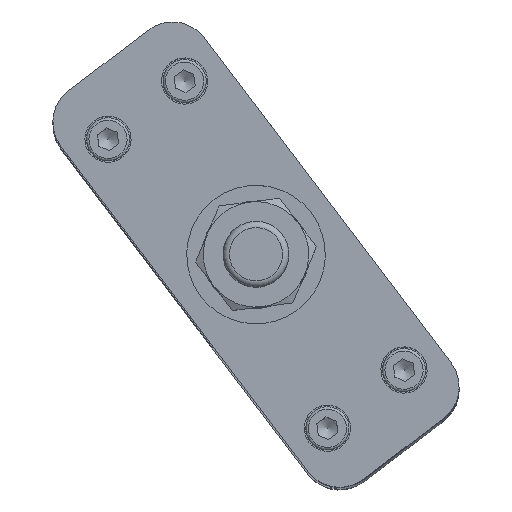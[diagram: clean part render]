
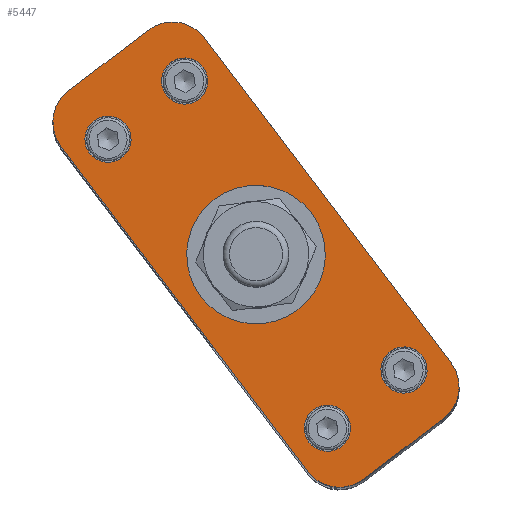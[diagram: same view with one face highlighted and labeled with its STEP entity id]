
A CAD part, top view. The second image highlights one B-rep face of the part: STEP entity #5447.
In plain terms, the highlighted face is planar.
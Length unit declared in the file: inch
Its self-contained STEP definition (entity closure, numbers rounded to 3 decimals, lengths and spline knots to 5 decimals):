
#357=FACE_BOUND('',#1181,.T.);
#358=FACE_BOUND('',#1182,.T.);
#359=FACE_BOUND('',#1183,.T.);
#360=FACE_BOUND('',#1184,.T.);
#361=FACE_BOUND('',#1185,.T.);
#566=PLANE('',#6087);
#775=FACE_OUTER_BOUND('',#1180,.T.);
#1180=EDGE_LOOP('',(#4137,#4138,#4139,#4140,#4141,#4142,#4143,#4144));
#1181=EDGE_LOOP('',(#4145));
#1182=EDGE_LOOP('',(#4146));
#1183=EDGE_LOOP('',(#4147));
#1184=EDGE_LOOP('',(#4148));
#1185=EDGE_LOOP('',(#4149));
#1744=LINE('',#8902,#2056);
#1747=LINE('',#8908,#2059);
#1748=LINE('',#8912,#2060);
#1749=LINE('',#8916,#2061);
#2056=VECTOR('',#7037,0.3937);
#2059=VECTOR('',#7042,0.3937);
#2060=VECTOR('',#7045,0.3937);
#2061=VECTOR('',#7048,0.3937);
#2342=CIRCLE('',#6060,0.3285);
#2352=CIRCLE('',#6084,0.188);
#2354=CIRCLE('',#6088,0.188);
#2355=CIRCLE('',#6089,0.188);
#2356=CIRCLE('',#6090,0.188);
#2357=CIRCLE('',#6091,0.1095);
#2358=CIRCLE('',#6092,0.1095);
#2359=CIRCLE('',#6093,0.1095);
#2360=CIRCLE('',#6094,0.1095);
#2705=VERTEX_POINT('',#8858);
#2715=VERTEX_POINT('',#8892);
#2716=VERTEX_POINT('',#8893);
#2719=VERTEX_POINT('',#8901);
#2721=VERTEX_POINT('',#8907);
#2722=VERTEX_POINT('',#8909);
#2723=VERTEX_POINT('',#8911);
#2724=VERTEX_POINT('',#8913);
#2725=VERTEX_POINT('',#8915);
#2726=VERTEX_POINT('',#8918);
#2727=VERTEX_POINT('',#8920);
#2728=VERTEX_POINT('',#8922);
#2729=VERTEX_POINT('',#8924);
#3264=EDGE_CURVE('',#2705,#2705,#2342,.T.);
#3274=EDGE_CURVE('',#2715,#2716,#2352,.T.);
#3278=EDGE_CURVE('',#2719,#2716,#1744,.T.);
#3281=EDGE_CURVE('',#2715,#2721,#1747,.T.);
#3282=EDGE_CURVE('',#2722,#2721,#2354,.T.);
#3283=EDGE_CURVE('',#2722,#2723,#1748,.T.);
#3284=EDGE_CURVE('',#2724,#2723,#2355,.T.);
#3285=EDGE_CURVE('',#2724,#2725,#1749,.T.);
#3286=EDGE_CURVE('',#2719,#2725,#2356,.T.);
#3287=EDGE_CURVE('',#2726,#2726,#2357,.T.);
#3288=EDGE_CURVE('',#2727,#2727,#2358,.T.);
#3289=EDGE_CURVE('',#2728,#2728,#2359,.T.);
#3290=EDGE_CURVE('',#2729,#2729,#2360,.T.);
#4137=ORIENTED_EDGE('',*,*,#3274,.F.);
#4138=ORIENTED_EDGE('',*,*,#3281,.T.);
#4139=ORIENTED_EDGE('',*,*,#3282,.F.);
#4140=ORIENTED_EDGE('',*,*,#3283,.T.);
#4141=ORIENTED_EDGE('',*,*,#3284,.F.);
#4142=ORIENTED_EDGE('',*,*,#3285,.T.);
#4143=ORIENTED_EDGE('',*,*,#3286,.F.);
#4144=ORIENTED_EDGE('',*,*,#3278,.T.);
#4145=ORIENTED_EDGE('',*,*,#3264,.T.);
#4146=ORIENTED_EDGE('',*,*,#3287,.T.);
#4147=ORIENTED_EDGE('',*,*,#3288,.T.);
#4148=ORIENTED_EDGE('',*,*,#3289,.T.);
#4149=ORIENTED_EDGE('',*,*,#3290,.T.);
#5447=ADVANCED_FACE('',(#775,#357,#358,#359,#360,#361),#566,.T.);
#6060=AXIS2_PLACEMENT_3D('',#8859,#6981,#6982);
#6084=AXIS2_PLACEMENT_3D('',#8894,#7029,#7030);
#6087=AXIS2_PLACEMENT_3D('',#8906,#7040,#7041);
#6088=AXIS2_PLACEMENT_3D('',#8910,#7043,#7044);
#6089=AXIS2_PLACEMENT_3D('',#8914,#7046,#7047);
#6090=AXIS2_PLACEMENT_3D('',#8917,#7049,#7050);
#6091=AXIS2_PLACEMENT_3D('',#8919,#7051,#7052);
#6092=AXIS2_PLACEMENT_3D('',#8921,#7053,#7054);
#6093=AXIS2_PLACEMENT_3D('',#8923,#7055,#7056);
#6094=AXIS2_PLACEMENT_3D('',#8925,#7057,#7058);
#6981=DIRECTION('center_axis',(0.,0.,1.));
#6982=DIRECTION('ref_axis',(1.,0.,0.));
#7029=DIRECTION('center_axis',(0.,0.,1.));
#7030=DIRECTION('ref_axis',(0.707,-0.707,0.));
#7037=DIRECTION('',(0.,-1.,0.));
#7040=DIRECTION('center_axis',(0.,0.,-1.));
#7041=DIRECTION('ref_axis',(-1.,0.,0.));
#7042=DIRECTION('',(-1.,0.,0.));
#7043=DIRECTION('center_axis',(0.,0.,1.));
#7044=DIRECTION('ref_axis',(-0.707,-0.707,0.));
#7045=DIRECTION('',(0.,1.,0.));
#7046=DIRECTION('center_axis',(0.,0.,1.));
#7047=DIRECTION('ref_axis',(-0.707,0.707,0.));
#7048=DIRECTION('',(1.,0.,0.));
#7049=DIRECTION('center_axis',(0.,0.,1.));
#7050=DIRECTION('ref_axis',(0.707,0.707,0.));
#7051=DIRECTION('center_axis',(0.,0.,1.));
#7052=DIRECTION('ref_axis',(-1.,0.,0.));
#7053=DIRECTION('center_axis',(0.,0.,1.));
#7054=DIRECTION('ref_axis',(-1.,0.,0.));
#7055=DIRECTION('center_axis',(0.,0.,1.));
#7056=DIRECTION('ref_axis',(-1.,0.,0.));
#7057=DIRECTION('center_axis',(0.,0.,1.));
#7058=DIRECTION('ref_axis',(-1.,0.,0.));
#8858=CARTESIAN_POINT('',(0.1415,0.,-0.702));
#8859=CARTESIAN_POINT('Origin',(0.47,0.,-0.702));
#8892=CARTESIAN_POINT('',(1.438,-0.426,-0.702));
#8893=CARTESIAN_POINT('',(1.626,-0.238,-0.702));
#8894=CARTESIAN_POINT('Origin',(1.438,-0.238,-0.702));
#8901=CARTESIAN_POINT('',(1.626,0.238,-0.702));
#8902=CARTESIAN_POINT('',(1.626,0.426,-0.702));
#8906=CARTESIAN_POINT('Origin',(0.47,0.,-0.702));
#8907=CARTESIAN_POINT('',(-0.498,-0.426,-0.702));
#8908=CARTESIAN_POINT('',(1.626,-0.426,-0.702));
#8909=CARTESIAN_POINT('',(-0.686,-0.238,-0.702));
#8910=CARTESIAN_POINT('Origin',(-0.498,-0.238,-0.702));
#8911=CARTESIAN_POINT('',(-0.686,0.238,-0.702));
#8912=CARTESIAN_POINT('',(-0.686,-0.426,-0.702));
#8913=CARTESIAN_POINT('',(-0.498,0.426,-0.702));
#8914=CARTESIAN_POINT('Origin',(-0.498,0.238,-0.702));
#8915=CARTESIAN_POINT('',(1.438,0.426,-0.702));
#8916=CARTESIAN_POINT('',(-0.686,0.426,-0.702));
#8917=CARTESIAN_POINT('Origin',(1.438,0.238,-0.702));
#8918=CARTESIAN_POINT('',(-0.4995,0.228,-0.702));
#8919=CARTESIAN_POINT('Origin',(-0.39,0.228,-0.702));
#8920=CARTESIAN_POINT('',(1.2205,0.228,-0.702));
#8921=CARTESIAN_POINT('Origin',(1.33,0.228,-0.702));
#8922=CARTESIAN_POINT('',(1.2205,-0.228,-0.702));
#8923=CARTESIAN_POINT('Origin',(1.33,-0.228,-0.702));
#8924=CARTESIAN_POINT('',(-0.4995,-0.228,-0.702));
#8925=CARTESIAN_POINT('Origin',(-0.39,-0.228,-0.702));
